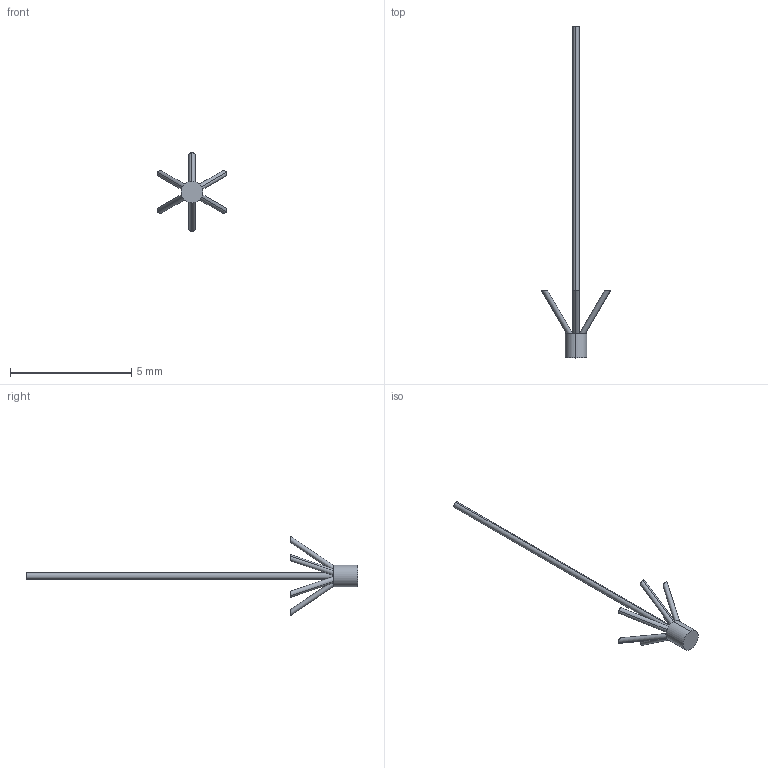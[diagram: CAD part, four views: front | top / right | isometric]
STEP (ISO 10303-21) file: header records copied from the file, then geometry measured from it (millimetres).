
FILE_DESCRIPTION (( 'STEP AP203' ), '1' );
FILE_NAME ('NNP-DWG-140-013-002 Electrode, IM, Stim, Prolene Barb.STEP', '2024-07-09T17:19:00', ( '' ), ( '' ), 'SwSTEP 2.0', 'SolidWorks 2024', '' );
FILE_SCHEMA (( 'CONFIG_CONTROL_DESIGN' ));
Length unit declared in the file: inch
Products named in the file (1): NNP-DWG-140-013-002 Electrode, IM, Stim, Prolene Barb
Bounding box: 2.87 x 13.7 x 3.28 mm (x, y, z)
Volume: 1.8 mm3; surface area: 23.6 mm2
Topology: 1 solids, 1 shells, 25 faces, 48 edges, 32 vertices
Faces by surface type: bspline 12, plane 9, cylinder 4
Entity records: 769 total; most frequent: CARTESIAN_POINT 190, DIRECTION 108, ORIENTED_EDGE 96, EDGE_CURVE 48, AXIS2_PLACEMENT_3D 46, VERTEX_POINT 32, EDGE_LOOP 32, CIRCLE 32
